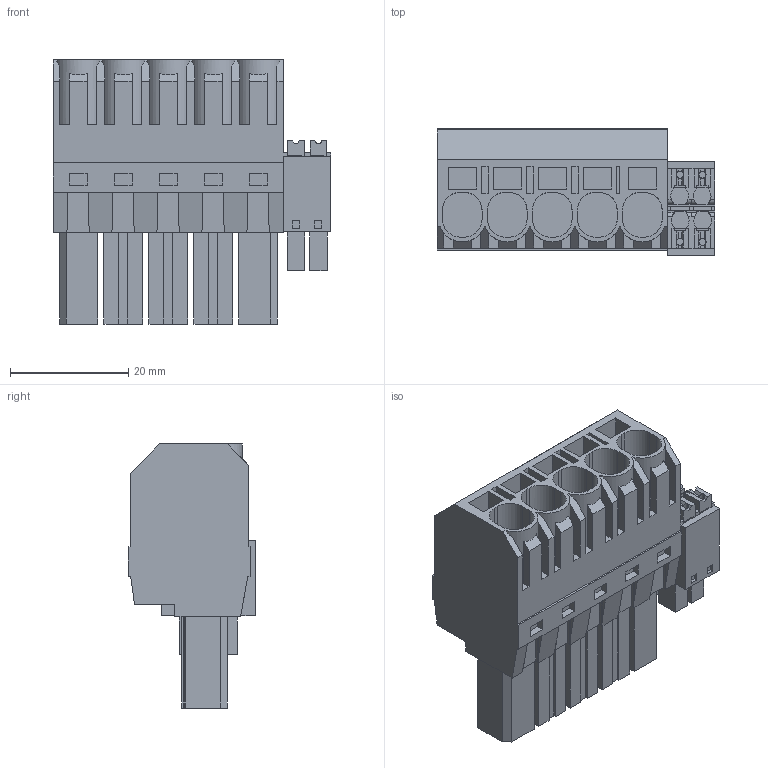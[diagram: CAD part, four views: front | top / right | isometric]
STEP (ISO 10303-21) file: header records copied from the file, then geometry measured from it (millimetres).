
FILE_DESCRIPTION(('CATIA V5 STEP Exchange','CAx-IF Rec.Pracs.--- Model Styling and Organization---1.4--- 2014-01-23'),'2;1');
FILE_NAME ('D1448291_1_1080530000_1080530000.stp','2023-09-07T12:49:24+00:00',('none'),('Weidmueller'),'CATIA Version 5-6 Release 2016 SP3 HF44','CATIA V5 STEP AP214','none');
FILE_SCHEMA(('AUTOMOTIVE_DESIGN { 1 0 10303 214 1 1 1 1 }'));
Length unit declared in the file: millimetre
Products named in the file (1): 1080530000
Bounding box: 47.03 x 21.53 x 44.7 mm (x, y, z)
Volume: 23513.4 mm3; surface area: 11272 mm2
Topology: 5 solids, 5 shells, 692 faces, 1953 edges, 1313 vertices
Faces by surface type: plane 631, cylinder 61
Entity records: 21129 total; most frequent: CARTESIAN_POINT 4231, ORIENTED_EDGE 3906, DIRECTION 2772, EDGE_CURVE 1953, VECTOR 1769, LINE 1769, VERTEX_POINT 1313, EDGE_LOOP 742
